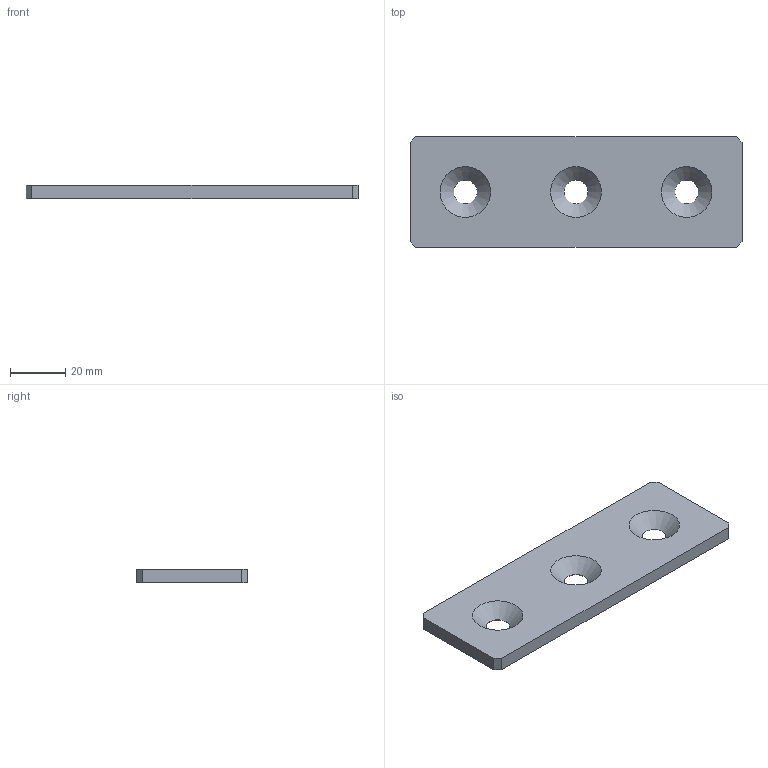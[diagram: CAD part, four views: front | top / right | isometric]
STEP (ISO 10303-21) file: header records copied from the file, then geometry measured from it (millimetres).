
FILE_DESCRIPTION(/* description */ (''),/* implementation_level */ '2;1');
FILE_NAME(/* name */ '10533_KriTec_Lasche_8_120x40x5_schwarz.stp',/* time_stamp */ '2014-06-04T16:58:12+02:00',/* author */ ('kostic'),/* organization */ (''),/* preprocessor_version */ 'ST-DEVELOPER v15.2',/* originating_system */ 'Autodesk Inventor 2014',/* authorisation */ '');
FILE_SCHEMA (('AUTOMOTIVE_DESIGN { 1 0 10303 214 3 1 1 }'));
Length unit declared in the file: millimetre
Products named in the file (1): 10533_KriTec_Lasche_8_120x40x5_schwarz
Bounding box: 120 x 40 x 5 mm (x, y, z)
Volume: 21777.5 mm3; surface area: 11084.4 mm2
Topology: 1 solids, 1 shells, 16 faces, 42 edges, 28 vertices
Faces by surface type: plane 10, cone 3, cylinder 3
Full cylindrical faces by diameter (mm): 8.5 x3
Entity records: 471 total; most frequent: DIRECTION 76, CARTESIAN_POINT 75, ORIENTED_EDGE 66, EDGE_CURVE 33, EDGE_LOOP 28, AXIS2_PLACEMENT_3D 26, VERTEX_POINT 25, LINE 24
